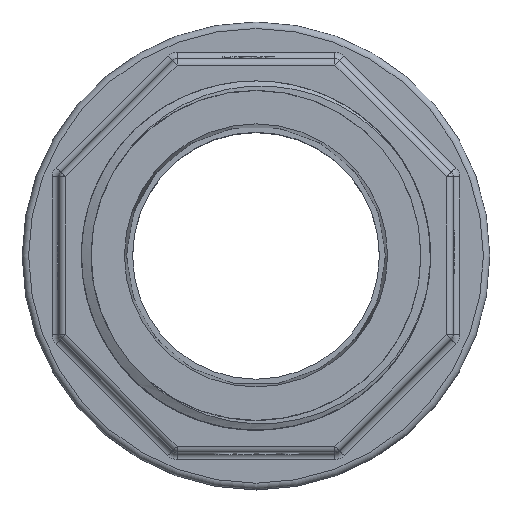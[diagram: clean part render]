
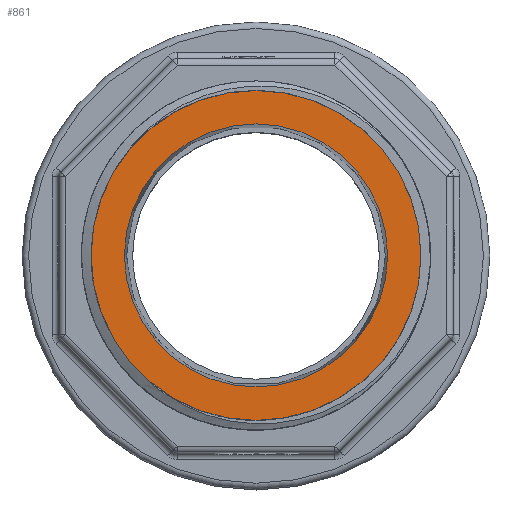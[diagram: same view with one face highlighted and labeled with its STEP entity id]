
A CAD part, top view. The second image highlights one B-rep face of the part: STEP entity #861.
In plain terms, the highlighted planar face has unit normal (0, 0, 1).
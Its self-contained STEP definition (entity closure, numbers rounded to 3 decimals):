
#315=CIRCLE('',#5347,20.25);
#316=CIRCLE('',#5348,25.394);
#861=ADVANCED_FACE('',(#1697,#1698),#1013,.T.);
#1013=PLANE('',#5349);
#1697=FACE_BOUND('',#2045,.T.);
#1698=FACE_BOUND('',#2046,.T.);
#2045=EDGE_LOOP('',(#3432));
#2046=EDGE_LOOP('',(#3433));
#3432=ORIENTED_EDGE('',*,*,#4614,.T.);
#3433=ORIENTED_EDGE('',*,*,#4615,.F.);
#3917=VERTEX_POINT('',#11564);
#3918=VERTEX_POINT('',#11566);
#4614=EDGE_CURVE('',#3917,#3917,#315,.T.);
#4615=EDGE_CURVE('',#3918,#3918,#316,.T.);
#5347=AXIS2_PLACEMENT_3D('',#11563,#6304,#6305);
#5348=AXIS2_PLACEMENT_3D('',#11565,#6306,#6307);
#5349=AXIS2_PLACEMENT_3D('',#11567,#6308,#6309);
#6304=DIRECTION('',(0.,0.,-1.));
#6305=DIRECTION('',(-1.,0.,0.));
#6306=DIRECTION('',(0.,0.,-1.));
#6307=DIRECTION('',(1.,0.,0.));
#6308=DIRECTION('',(0.,0.,1.));
#6309=DIRECTION('',(1.,0.,0.));
#11563=CARTESIAN_POINT('',(291.,0.,62.));
#11564=CARTESIAN_POINT('',(270.75,0.,62.));
#11565=CARTESIAN_POINT('',(291.,0.,62.));
#11566=CARTESIAN_POINT('',(316.394,0.,62.));
#11567=CARTESIAN_POINT('',(291.,0.,62.));
